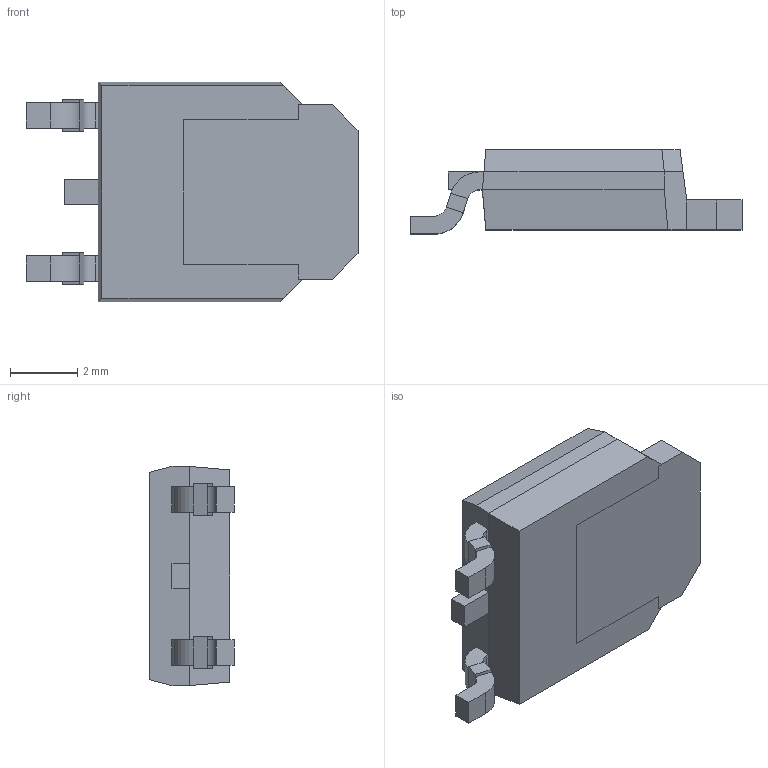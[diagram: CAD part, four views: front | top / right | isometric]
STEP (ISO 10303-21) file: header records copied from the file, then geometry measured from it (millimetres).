
FILE_DESCRIPTION (( 'STEP AP214' ), '1' );
FILE_NAME ('IRFR9120NTRPBF.STEP', '2022-09-26T18:01:47', ( '' ), ( '' ), 'SwSTEP 2.0', 'SolidWorks 2017', '' );
FILE_SCHEMA (( 'AUTOMOTIVE_DESIGN' ));
Length unit declared in the file: inch
Products named in the file (1): IRFR9120NTRPBF
Bounding box: 9.91 x 2.51 x 6.54 mm (x, y, z)
Volume: 101.1 mm3; surface area: 223.2 mm2
Topology: 5 solids, 5 shells, 85 faces, 203 edges, 128 vertices
Faces by surface type: plane 77, cylinder 8
Entity records: 2481 total; most frequent: CARTESIAN_POINT 417, ORIENTED_EDGE 406, DIRECTION 391, EDGE_CURVE 203, VECTOR 187, LINE 187, VERTEX_POINT 128, AXIS2_PLACEMENT_3D 102
